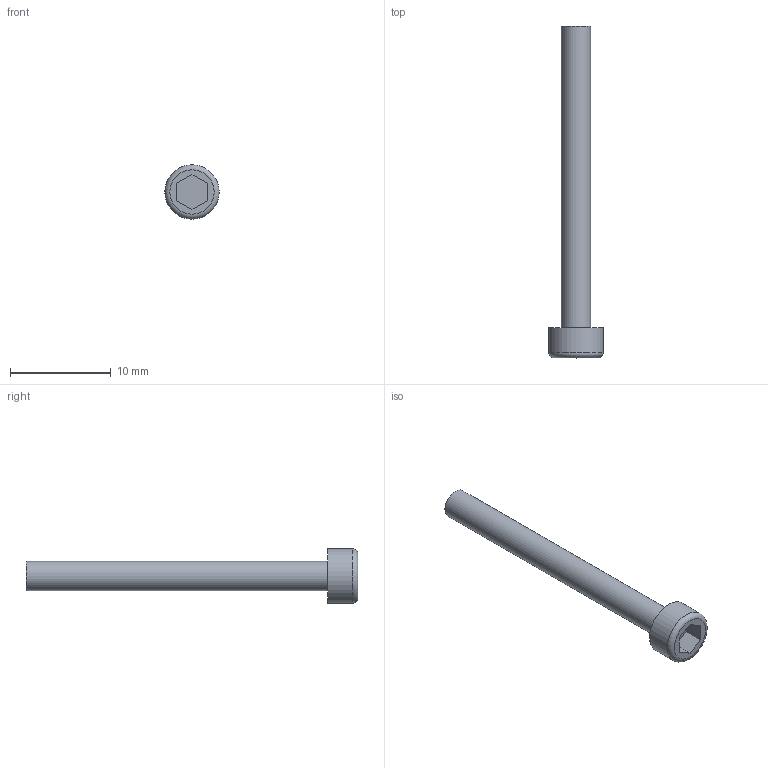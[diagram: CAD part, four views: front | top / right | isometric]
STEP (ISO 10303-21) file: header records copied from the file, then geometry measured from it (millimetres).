
FILE_DESCRIPTION(/* description */ (''),/* implementation_level */ '2;1');
FILE_NAME(/* name */ 'Screw2.step',/* time_stamp */ '2020-12-19T12:20:41+01:00',/* author */ (''),/* organization */ (''),/* preprocessor_version */ 'ST-DEVELOPER v18.1',/* originating_system */ 'Autodesk Translation Framework v9.7.1.1290',/* authorisation */ '');
FILE_SCHEMA (('AUTOMOTIVE_DESIGN { 1 0 10303 214 3 1 1 }'));
Length unit declared in the file: millimetre
Products named in the file (2): QuickRelease; Screw2-1
Assembly tree (1 placements, depth 2):
  QuickRelease
    Screw2-1
Bounding box: 5.4 x 33 x 5.4 mm (x, y, z)
Volume: 254.1 mm3; surface area: 389.6 mm2
Topology: 1 solids, 1 shells, 13 faces, 27 edges, 18 vertices
Faces by surface type: plane 10, cylinder 2, torus 1
Full cylindrical faces by diameter (mm): 2.927 x1, 5.4 x1
Entity records: 401 total; most frequent: DIRECTION 66, CARTESIAN_POINT 61, ORIENTED_EDGE 54, EDGE_CURVE 27, AXIS2_PLACEMENT_3D 23, LINE 20, VECTOR 20, VERTEX_POINT 18
